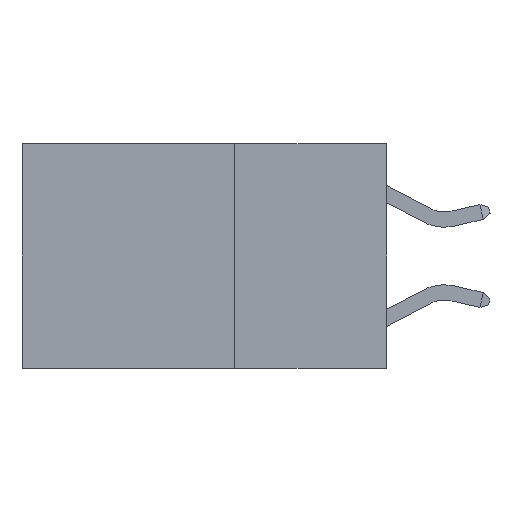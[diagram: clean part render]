
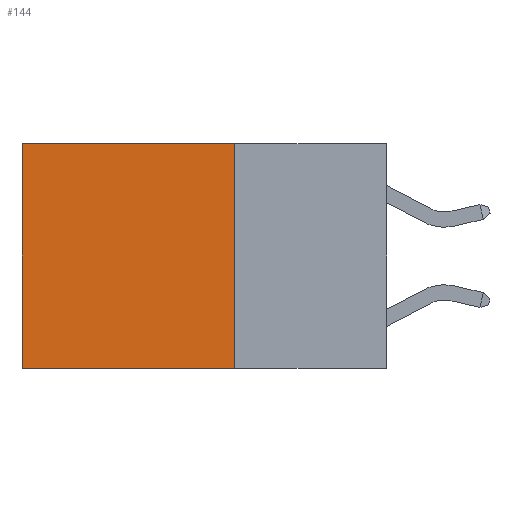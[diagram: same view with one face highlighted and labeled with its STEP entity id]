
A CAD part, left-side view. The second image highlights one B-rep face of the part: STEP entity #144.
In plain terms, the highlighted planar face has unit normal (-1, 0, 0).
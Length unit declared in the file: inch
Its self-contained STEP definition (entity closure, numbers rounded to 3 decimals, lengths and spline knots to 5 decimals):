
#144 = ADVANCED_FACE ( 'NONE', ( #20259 ), #13593, .F. ) ;
#327 = CARTESIAN_POINT ( 'NONE',  ( 0.2625, 0.25, 0. ) ) ;
#583 = VERTEX_POINT ( 'NONE', #12853 ) ;
#1841 = VERTEX_POINT ( 'NONE', #7322 ) ;
#2105 = DIRECTION ( 'NONE',  ( 0., 1., 0. ) ) ;
#3597 = ORIENTED_EDGE ( 'NONE', *, *, #20799, .T. ) ;
#3677 = VECTOR ( 'NONE', #2105, 39.37008 ) ;
#3687 = ORIENTED_EDGE ( 'NONE', *, *, #15875, .F. ) ;
#3949 = CARTESIAN_POINT ( 'NONE',  ( 0.2625, 0.25, -0.37 ) ) ;
#4258 = LINE ( 'NONE', #327, #3677 ) ;
#5307 = ORIENTED_EDGE ( 'NONE', *, *, #19574, .F. ) ;
#5530 = EDGE_CURVE ( 'NONE', #1841, #13322, #4258, .T. ) ;
#5749 = CARTESIAN_POINT ( 'NONE',  ( 0.2625, 0.25, 0. ) ) ;
#5975 = LINE ( 'NONE', #5749, #15653 ) ;
#6389 = DIRECTION ( 'NONE',  ( 1., 0., 0. ) ) ;
#6623 = ORIENTED_EDGE ( 'NONE', *, *, #5530, .T. ) ;
#7322 = CARTESIAN_POINT ( 'NONE',  ( 0.2625, 0.25, 0. ) ) ;
#7436 = CARTESIAN_POINT ( 'NONE',  ( 0.2625, 0.25, -0.37 ) ) ;
#7703 = VECTOR ( 'NONE', #22086, 39.37008 ) ;
#8255 = LINE ( 'NONE', #3949, #7703 ) ;
#12017 = AXIS2_PLACEMENT_3D ( 'NONE', #22637, #6389, #19115 ) ;
#12853 = CARTESIAN_POINT ( 'NONE',  ( 0.2625, 0.6, -0.37 ) ) ;
#13322 = VERTEX_POINT ( 'NONE', #23283 ) ;
#13332 = VECTOR ( 'NONE', #20283, 39.37008 ) ;
#13593 = PLANE ( 'NONE',  #12017 ) ;
#14771 = CARTESIAN_POINT ( 'NONE',  ( 0.2625, 0.6, 0. ) ) ;
#15653 = VECTOR ( 'NONE', #18497, 39.37008 ) ;
#15875 = EDGE_CURVE ( 'NONE', #17070, #583, #8255, .T. ) ;
#17070 = VERTEX_POINT ( 'NONE', #7436 ) ;
#18191 = LINE ( 'NONE', #14771, #13332 ) ;
#18497 = DIRECTION ( 'NONE',  ( 0., 0., -1. ) ) ;
#19115 = DIRECTION ( 'NONE',  ( 0., 0., -1. ) ) ;
#19574 = EDGE_CURVE ( 'NONE', #1841, #17070, #5975, .T. ) ;
#20259 = FACE_OUTER_BOUND ( 'NONE', #21323, .T. ) ;
#20283 = DIRECTION ( 'NONE',  ( 0., 0., -1. ) ) ;
#20799 = EDGE_CURVE ( 'NONE', #13322, #583, #18191, .T. ) ;
#21323 = EDGE_LOOP ( 'NONE', ( #3597, #3687, #5307, #6623 ) ) ;
#22086 = DIRECTION ( 'NONE',  ( 0., 1., 0. ) ) ;
#22637 = CARTESIAN_POINT ( 'NONE',  ( 0.2625, 0.25, 0. ) ) ;
#23283 = CARTESIAN_POINT ( 'NONE',  ( 0.2625, 0.6, 0. ) ) ;
